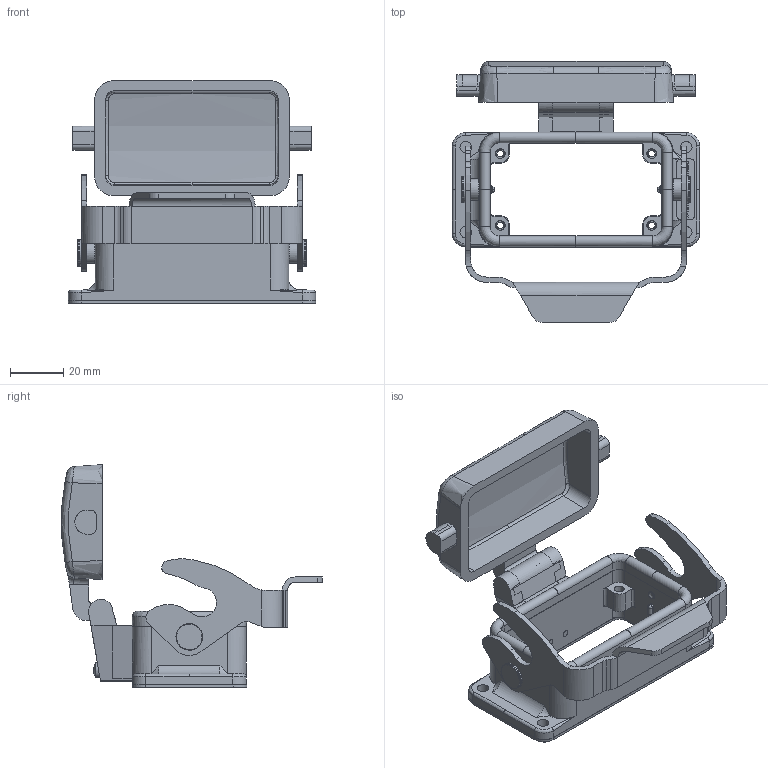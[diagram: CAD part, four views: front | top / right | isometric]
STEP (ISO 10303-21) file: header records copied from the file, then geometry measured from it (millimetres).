
FILE_DESCRIPTION(/* description */ (''),/* implementation_level */ '2;1');
FILE_NAME(/* name */ 'c146 10f010 003 1nxc001-03.stp',/* time_stamp */ '2021-10-13T16:05:10+02:00',/* author */ (''),/* organization */ (''),/* preprocessor_version */ 'ST-DEVELOPER v16.7',/* originating_system */ 'SIEMENS PLM Software NX 12.0',/* authorisation */ '');
FILE_SCHEMA (('AUTOMOTIVE_DESIGN { 1 0 10303 214 3 1 1 1 }'));
Length unit declared in the file: millimetre
Products named in the file (13): n 13 030 0004 1nxm001-02; c146 n05 040 e2nxm001-01; n 25 010 100x xnxm001-04; n 13 080 00x4 xnxm001-03; n 06 080 0001 2nxm001-01; n 03 030 0015 7nxm001-04; c146 n01 011 e2nxm001-02; c146 n02 000 e2nxm001-03; n 06 073 0001nxm001-02; C146 G32 052 E1-01; c146 n05 040 g2nxm001-01; c146 10f010 003 1nxm001-03; c146 10f010 003 1nxc001-03
Assembly tree (14 placements, depth 4):
  c146 10f010 003 1nxc001-03
    c146 10f010 003 1nxm001-03
      C146 G32 052 E1-01
      n 06 073 0001nxm001-02
      c146 n05 040 g2nxm001-01
        c146 n05 040 e2nxm001-01
        n 13 030 0004 1nxm001-02
      c146 n02 000 e2nxm001-03
      c146 n01 011 e2nxm001-02
      n 03 030 0015 7nxm001-04  x2
      n 06 080 0001 2nxm001-01
      n 13 080 00x4 xnxm001-03  x2
      n 25 010 100x xnxm001-04
Bounding box: 93 x 98.16 x 83.8 mm (x, y, z)
Volume: 103614 mm3; surface area: 73870.7 mm2
Topology: 11 solids, 11 shells, 1365 faces, 3636 edges, 2327 vertices
Faces by surface type: plane 575, bspline 409, cylinder 307, cone 30, torus 16, revolution 12, extrusion 12, sphere 4
Full cylindrical faces by diameter (mm): 2.5 x8, 2.6 x2, 2.693 x2, 2.9 x2, 3 x4, 4 x3, 4.3 x8, 4.5 x8, 5.6 x2, 8 x4, 8.15 x2, 10 x4
Entity records: 52342 total; most frequent: CARTESIAN_POINT 13085, ORIENTED_EDGE 6770, DIRECTION 5920, EDGE_CURVE 3385, VERTEX_POINT 2214, AXIS2_PLACEMENT_3D 1998, VECTOR 1912, LINE 1900
